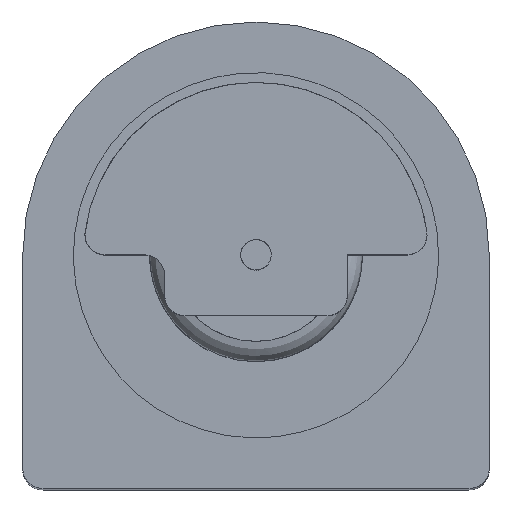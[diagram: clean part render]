
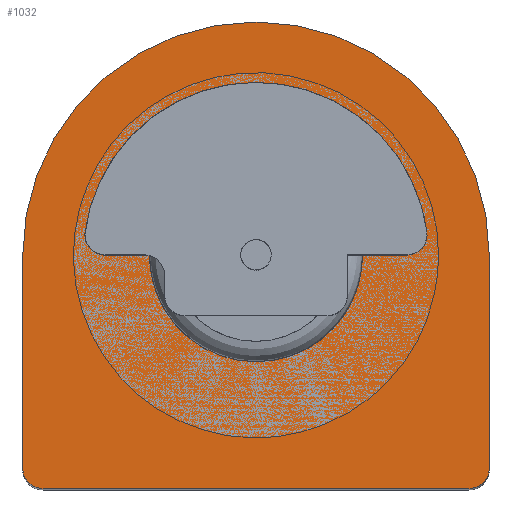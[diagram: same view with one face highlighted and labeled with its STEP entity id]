
A CAD part, top view. The second image highlights one B-rep face of the part: STEP entity #1032.
In plain terms, the highlighted planar face has unit normal (0, 0, 1).
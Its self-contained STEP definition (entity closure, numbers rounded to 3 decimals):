
#55=PLANE('',#1213);
#84=FACE_OUTER_BOUND('',#134,.T.);
#134=EDGE_LOOP('',(#792,#793,#794,#795,#796,#797));
#210=LINE('',#1738,#286);
#211=LINE('',#1742,#287);
#212=LINE('',#1745,#288);
#286=VECTOR('',#1386,10.);
#287=VECTOR('',#1389,10.);
#288=VECTOR('',#1392,10.);
#350=CIRCLE('',#1214,2.3);
#351=CIRCLE('',#1215,0.2);
#352=CIRCLE('',#1216,0.2);
#452=VERTEX_POINT('',#1734);
#453=VERTEX_POINT('',#1735);
#454=VERTEX_POINT('',#1737);
#455=VERTEX_POINT('',#1739);
#456=VERTEX_POINT('',#1741);
#457=VERTEX_POINT('',#1743);
#614=EDGE_CURVE('',#452,#453,#350,.T.);
#615=EDGE_CURVE('',#453,#454,#210,.T.);
#616=EDGE_CURVE('',#454,#455,#351,.T.);
#617=EDGE_CURVE('',#455,#456,#211,.T.);
#618=EDGE_CURVE('',#456,#457,#352,.T.);
#619=EDGE_CURVE('',#457,#452,#212,.T.);
#792=ORIENTED_EDGE('',*,*,#614,.T.);
#793=ORIENTED_EDGE('',*,*,#615,.T.);
#794=ORIENTED_EDGE('',*,*,#616,.T.);
#795=ORIENTED_EDGE('',*,*,#617,.T.);
#796=ORIENTED_EDGE('',*,*,#618,.T.);
#797=ORIENTED_EDGE('',*,*,#619,.T.);
#1032=ADVANCED_FACE('',(#84),#55,.T.);
#1213=AXIS2_PLACEMENT_3D('',#1733,#1382,#1383);
#1214=AXIS2_PLACEMENT_3D('',#1736,#1384,#1385);
#1215=AXIS2_PLACEMENT_3D('',#1740,#1387,#1388);
#1216=AXIS2_PLACEMENT_3D('',#1744,#1390,#1391);
#1382=DIRECTION('center_axis',(0.,0.,1.));
#1383=DIRECTION('ref_axis',(1.,0.,0.));
#1384=DIRECTION('center_axis',(0.,0.,1.));
#1385=DIRECTION('ref_axis',(-1.,0.,0.));
#1386=DIRECTION('',(0.,-1.,0.));
#1387=DIRECTION('center_axis',(0.,0.,1.));
#1388=DIRECTION('ref_axis',(0.,-1.,0.));
#1389=DIRECTION('',(1.,0.,0.));
#1390=DIRECTION('center_axis',(0.,0.,1.));
#1391=DIRECTION('ref_axis',(1.,0.,0.));
#1392=DIRECTION('',(0.,1.,0.));
#1733=CARTESIAN_POINT('Origin',(0.,2.875,8.1));
#1734=CARTESIAN_POINT('',(2.3,0.,8.1));
#1735=CARTESIAN_POINT('',(-2.3,0.,8.1));
#1736=CARTESIAN_POINT('Origin',(0.,0.,8.1));
#1737=CARTESIAN_POINT('',(-2.3,-2.1,8.1));
#1738=CARTESIAN_POINT('',(-2.3,0.,8.1));
#1739=CARTESIAN_POINT('',(-2.1,-2.3,8.1));
#1740=CARTESIAN_POINT('Origin',(-2.1,-2.1,8.1));
#1741=CARTESIAN_POINT('',(2.1,-2.3,8.1));
#1742=CARTESIAN_POINT('',(-2.1,-2.3,8.1));
#1743=CARTESIAN_POINT('',(2.3,-2.1,8.1));
#1744=CARTESIAN_POINT('Origin',(2.1,-2.1,8.1));
#1745=CARTESIAN_POINT('',(2.3,-2.1,8.1));
